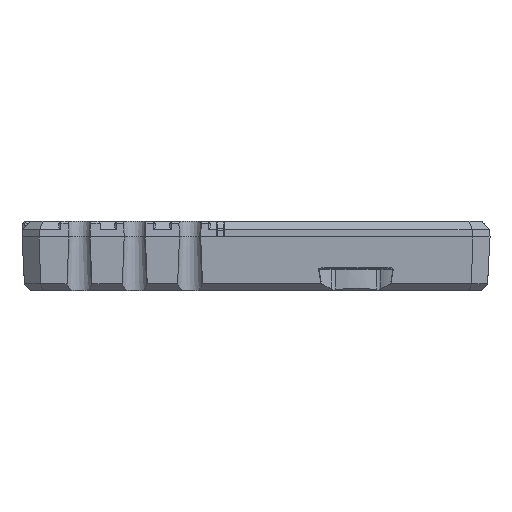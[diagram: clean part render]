
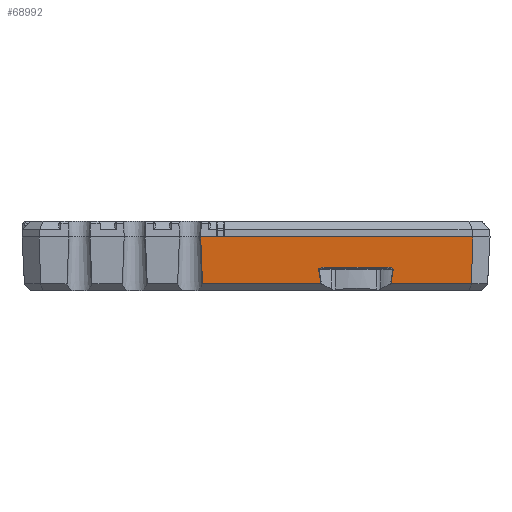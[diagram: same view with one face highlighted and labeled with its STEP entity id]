
A CAD part, top view. The second image highlights one B-rep face of the part: STEP entity #68992.
In plain terms, the highlighted planar face has unit normal (0, -0.052, 0.999).
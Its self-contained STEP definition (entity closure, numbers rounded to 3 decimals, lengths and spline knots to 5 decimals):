
#1447=(
BOUNDED_CURVE()
B_SPLINE_CURVE(3,(#119850,#119851,#119852,#119853),.UNSPECIFIED.,.F.,.F.)
B_SPLINE_CURVE_WITH_KNOTS((4,4),(2.79099,2.84472),
 .UNSPECIFIED.)
CURVE()
GEOMETRIC_REPRESENTATION_ITEM()
RATIONAL_B_SPLINE_CURVE((1.,1.,1.,1.))
REPRESENTATION_ITEM('')
);
#2911=B_SPLINE_CURVE_WITH_KNOTS('',3,(#119804,#119805,#119806,#119807,#119808,
#119809,#119810,#119811,#119812,#119813),.UNSPECIFIED.,.F.,.F.,(4,2,2,2,
4),(0.00056,0.00079,0.00102,0.00147,
0.00238),.UNSPECIFIED.);
#2913=B_SPLINE_CURVE_WITH_KNOTS('',3,(#119926,#119927,#119928,#119929,#119930,
#119931,#119932,#119933,#119934,#119935,#119936,#119937),.UNSPECIFIED.,
 .F.,.F.,(4,2,2,2,2,4),(0.,0.00089,0.00134,0.00156,
0.00167,0.00178),.UNSPECIFIED.);
#3258=B_SPLINE_CURVE_WITH_KNOTS('',3,(#125790,#125791,#125792,#125793,#125794,
#125795,#125796),.UNSPECIFIED.,.F.,.F.,(4,3,4),(0.,0.00583,
0.01081),.UNSPECIFIED.);
#5451=CIRCLE('',#73928,0.12133);
#24255=ORIENTED_EDGE('',*,*,#34571,.T.);
#24256=ORIENTED_EDGE('',*,*,#34581,.T.);
#24257=ORIENTED_EDGE('',*,*,#34586,.T.);
#24258=ORIENTED_EDGE('',*,*,#35882,.T.);
#24259=ORIENTED_EDGE('',*,*,#35898,.T.);
#24260=ORIENTED_EDGE('',*,*,#36075,.F.);
#24261=ORIENTED_EDGE('',*,*,#35855,.F.);
#24262=ORIENTED_EDGE('',*,*,#35885,.T.);
#24263=ORIENTED_EDGE('',*,*,#34575,.T.);
#24264=ORIENTED_EDGE('',*,*,#34567,.T.);
#34567=EDGE_CURVE('',#42286,#42287,#2911,.T.);
#34571=EDGE_CURVE('',#42287,#42289,#48675,.T.);
#34575=EDGE_CURVE('',#42291,#42286,#1447,.T.);
#34581=EDGE_CURVE('',#42289,#42297,#2913,.T.);
#34586=EDGE_CURVE('',#42297,#42298,#5451,.T.);
#35855=EDGE_CURVE('',#43228,#43229,#3258,.T.);
#35882=EDGE_CURVE('',#42298,#43250,#49239,.T.);
#35885=EDGE_CURVE('',#43228,#42291,#49240,.T.);
#35898=EDGE_CURVE('',#43250,#43257,#49253,.T.);
#36075=EDGE_CURVE('',#43229,#43257,#49329,.T.);
#42286=VERTEX_POINT('',#119814);
#42287=VERTEX_POINT('',#119815);
#42289=VERTEX_POINT('',#119821);
#42291=VERTEX_POINT('',#119845);
#42297=VERTEX_POINT('',#119925);
#42298=VERTEX_POINT('',#119977);
#43228=VERTEX_POINT('',#125789);
#43229=VERTEX_POINT('',#125797);
#43250=VERTEX_POINT('',#125858);
#43257=VERTEX_POINT('',#125884);
#48675=LINE('',#119822,#54441);
#49239=LINE('',#125857,#55005);
#49240=LINE('',#125861,#55006);
#49253=LINE('',#125885,#55019);
#49329=LINE('',#126198,#55095);
#54441=VECTOR('',#88421,1.);
#55005=VECTOR('',#90413,1.);
#55006=VECTOR('',#90418,1.);
#55019=VECTOR('',#90439,1.);
#55095=VECTOR('',#90871,1.);
#59201=EDGE_LOOP('',(#24255,#24256,#24257,#24258,#24259,#24260,#24261,#24262,
#24263,#24264));
#63222=FACE_BOUND('',#59201,.T.);
#65606=PLANE('',#74835);
#68992=ADVANCED_FACE('',(#63222),#65606,.T.);
#73928=AXIS2_PLACEMENT_3D('',#119979,#88441,#88442);
#74835=AXIS2_PLACEMENT_3D('',#126312,#90912,#90913);
#88421=DIRECTION('',(1.,0.,0.));
#88441=DIRECTION('',(0.,-0.052,0.999));
#88442=DIRECTION('',(-0.986,0.167,0.009));
#90413=DIRECTION('',(1.,0.,0.));
#90418=DIRECTION('',(1.,0.,0.));
#90439=DIRECTION('',(0.022,0.998,0.052));
#90871=DIRECTION('',(1.,0.,0.));
#90912=DIRECTION('',(0.,-0.052,0.999));
#90913=DIRECTION('',(0.,-0.999,-0.052));
#119804=CARTESIAN_POINT('',(-0.00857,-0.00325,0.02445));
#119805=CARTESIAN_POINT('',(-0.00858,-0.00317,0.02446));
#119806=CARTESIAN_POINT('',(-0.00854,-0.0031,0.02446));
#119807=CARTESIAN_POINT('',(-0.00843,-0.003,0.02447));
#119808=CARTESIAN_POINT('',(-0.00837,-0.00296,0.02447));
#119809=CARTESIAN_POINT('',(-0.00817,-0.00285,0.02448));
#119810=CARTESIAN_POINT('',(-0.00802,-0.00281,0.02448));
#119811=CARTESIAN_POINT('',(-0.00759,-0.00269,0.02448));
#119812=CARTESIAN_POINT('',(-0.00729,-0.00265,0.02449));
#119813=CARTESIAN_POINT('',(-0.00699,-0.00265,0.02449));
#119814=CARTESIAN_POINT('',(-0.00857,-0.00325,0.02445));
#119815=CARTESIAN_POINT('',(-0.00699,-0.00265,0.02449));
#119821=CARTESIAN_POINT('',(0.00699,-0.00265,0.02449));
#119822=CARTESIAN_POINT('',(0.00858,-0.00265,0.02449));
#119845=CARTESIAN_POINT('',(-0.00806,-0.0065,0.02428));
#119850=CARTESIAN_POINT('',(-0.00806,-0.0065,0.02428));
#119851=CARTESIAN_POINT('',(-0.00823,-0.00533,0.02435));
#119852=CARTESIAN_POINT('',(-0.0084,-0.00425,0.0244));
#119853=CARTESIAN_POINT('',(-0.00857,-0.00325,0.02445));
#119925=CARTESIAN_POINT('',(0.00857,-0.00325,0.02445));
#119926=CARTESIAN_POINT('',(0.00699,-0.00265,0.02449));
#119927=CARTESIAN_POINT('',(0.00729,-0.00265,0.02449));
#119928=CARTESIAN_POINT('',(0.00759,-0.00269,0.02448));
#119929=CARTESIAN_POINT('',(0.00802,-0.0028,0.02448));
#119930=CARTESIAN_POINT('',(0.00817,-0.00285,0.02448));
#119931=CARTESIAN_POINT('',(0.00837,-0.00296,0.02447));
#119932=CARTESIAN_POINT('',(0.00843,-0.003,0.02447));
#119933=CARTESIAN_POINT('',(0.00851,-0.00308,0.02446));
#119934=CARTESIAN_POINT('',(0.00854,-0.00311,0.02446));
#119935=CARTESIAN_POINT('',(0.00857,-0.00318,0.02446));
#119936=CARTESIAN_POINT('',(0.00858,-0.00322,0.02446));
#119937=CARTESIAN_POINT('',(0.00857,-0.00325,0.02445));
#119977=CARTESIAN_POINT('',(0.00806,-0.0065,0.02428));
#119979=CARTESIAN_POINT('',(0.12819,-0.02355,0.02339));
#125789=CARTESIAN_POINT('',(-0.03524,-0.0065,0.02428));
#125790=CARTESIAN_POINT('',(-0.03524,-0.0065,0.02428));
#125791=CARTESIAN_POINT('',(-0.03531,-0.00456,0.02439));
#125792=CARTESIAN_POINT('',(-0.03539,-0.00263,0.02449));
#125793=CARTESIAN_POINT('',(-0.03546,-0.00069,0.02459));
#125794=CARTESIAN_POINT('',(-0.03553,0.00097,0.02468));
#125795=CARTESIAN_POINT('',(-0.03559,0.00263,0.02476));
#125796=CARTESIAN_POINT('',(-0.03566,0.00429,0.02485));
#125797=CARTESIAN_POINT('',(-0.03566,0.00429,0.02485));
#125857=CARTESIAN_POINT('',(-0.0767,-0.0065,0.02428));
#125858=CARTESIAN_POINT('',(0.02654,-0.0065,0.02428));
#125861=CARTESIAN_POINT('',(-0.0767,-0.0065,0.02428));
#125884=CARTESIAN_POINT('',(0.02678,0.00429,0.02485));
#125885=CARTESIAN_POINT('',(0.02673,0.00205,0.02473));
#126198=CARTESIAN_POINT('',(-0.0767,0.00429,0.02485));
#126312=CARTESIAN_POINT('',(-0.0767,0.00429,0.02485));
